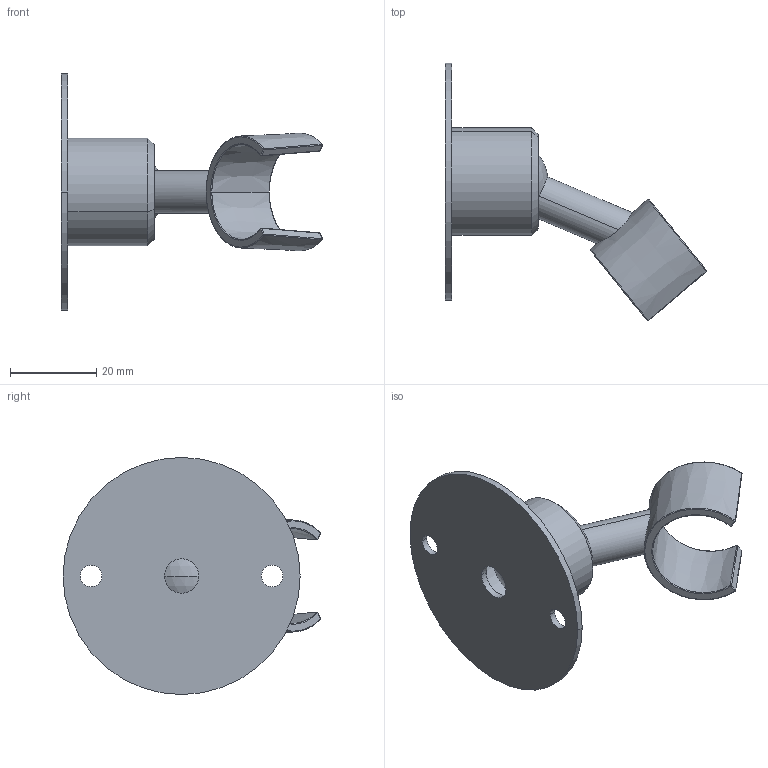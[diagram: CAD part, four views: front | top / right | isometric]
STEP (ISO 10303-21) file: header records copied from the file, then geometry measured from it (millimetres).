
FILE_DESCRIPTION (( 'STEP AP214' ), '1' );
FILE_NAME ('QC-300-07_Duschhalter_Assy_Export_V1.STEP', '2022-09-29T10:51:37', ( '' ), ( '' ), 'SwSTEP 2.0', 'SolidWorks 2021', '' );
FILE_SCHEMA (( 'AUTOMOTIVE_DESIGN' ));
Length unit declared in the file: millimetre
Products named in the file (1): QC-300-07_Duschhalter_Assy_Export_V1
Bounding box: 60.58 x 59.81 x 55 mm (x, y, z)
Surface area: 11573 mm2 (no closed solid volume)
Topology: 0 solids, 4 shells, 59 faces, 154 edges, 93 vertices
Faces by surface type: cylinder 23, sphere 10, plane 8, torus 8, cone 6, bspline 4
Entity records: 2499 total; most frequent: CARTESIAN_POINT 438, DIRECTION 334, ORIENTED_EDGE 259, AXIS2_PLACEMENT_3D 151, EDGE_CURVE 139, CIRCLE 95, VERTEX_POINT 84, EDGE_LOOP 67
